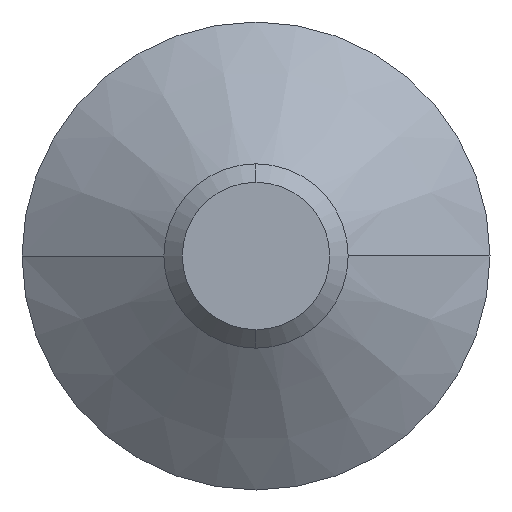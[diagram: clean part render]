
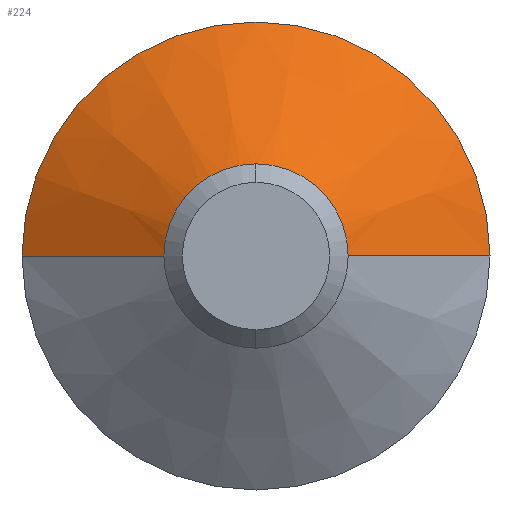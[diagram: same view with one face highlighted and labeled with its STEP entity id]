
A CAD part, left-side view. The second image highlights one B-rep face of the part: STEP entity #224.
In plain terms, the highlighted conical face has half-angle 55 degrees and reference radius 12.7 mm.
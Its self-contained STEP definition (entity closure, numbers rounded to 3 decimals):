
#23 = CONICAL_SURFACE ( 'NONE', #527, 12.7, 0.96 ) ;
#29 = DIRECTION ( 'NONE',  ( 0., 1., 0. ) ) ;
#43 = LINE ( 'NONE', #293, #109 ) ;
#54 = ORIENTED_EDGE ( 'NONE', *, *, #496, .T. ) ;
#58 = EDGE_CURVE ( 'NONE', #519, #151, #43, .T. ) ;
#71 = CARTESIAN_POINT ( 'NONE',  ( 50.5, -12.7, 0. ) ) ;
#82 = CARTESIAN_POINT ( 'NONE',  ( 44.933, 0., 0. ) ) ;
#109 = VECTOR ( 'NONE', #350, 1000. ) ;
#114 = ORIENTED_EDGE ( 'NONE', *, *, #135, .T. ) ;
#135 = EDGE_CURVE ( 'NONE', #531, #380, #415, .T. ) ;
#148 = VECTOR ( 'NONE', #373, 1000. ) ;
#151 = VERTEX_POINT ( 'NONE', #579 ) ;
#164 = CARTESIAN_POINT ( 'NONE',  ( 50.5, 0., 0. ) ) ;
#170 = DIRECTION ( 'NONE',  ( 1., 0., 0. ) ) ;
#189 = CIRCLE ( 'NONE', #643, 12.7 ) ;
#203 = CARTESIAN_POINT ( 'NONE',  ( 44.933, 4.75, 0. ) ) ;
#224 = ADVANCED_FACE ( 'NONE', ( #477 ), #23, .T. ) ;
#256 = DIRECTION ( 'NONE',  ( 1., 0., 0. ) ) ;
#265 = EDGE_CURVE ( 'NONE', #611, #531, #568, .T. ) ;
#293 = CARTESIAN_POINT ( 'NONE',  ( 50.5, 12.7, 0. ) ) ;
#315 = ORIENTED_EDGE ( 'NONE', *, *, #265, .T. ) ;
#328 = EDGE_LOOP ( 'NONE', ( #315, #114, #471, #644, #54 ) ) ;
#350 = DIRECTION ( 'NONE',  ( 0.574, 0.819, 0. ) ) ;
#358 = CARTESIAN_POINT ( 'NONE',  ( 44.933, -4.75, 0. ) ) ;
#371 = CARTESIAN_POINT ( 'NONE',  ( 50.5, -12.7, 0. ) ) ;
#373 = DIRECTION ( 'NONE',  ( 0.574, -0.819, 0. ) ) ;
#380 = VERTEX_POINT ( 'NONE', #71 ) ;
#415 = LINE ( 'NONE', #371, #148 ) ;
#438 = DIRECTION ( 'NONE',  ( 1., 0., 0. ) ) ;
#457 = AXIS2_PLACEMENT_3D ( 'NONE', #563, #256, #616 ) ;
#466 = DIRECTION ( 'NONE',  ( 1., 0., 0. ) ) ;
#471 = ORIENTED_EDGE ( 'NONE', *, *, #631, .F. ) ;
#472 = CARTESIAN_POINT ( 'NONE',  ( 44.933, 0., 4.75 ) ) ;
#476 = CARTESIAN_POINT ( 'NONE',  ( 50.5, 0., 0. ) ) ;
#477 = FACE_OUTER_BOUND ( 'NONE', #328, .T. ) ;
#496 = EDGE_CURVE ( 'NONE', #519, #611, #628, .T. ) ;
#519 = VERTEX_POINT ( 'NONE', #203 ) ;
#527 = AXIS2_PLACEMENT_3D ( 'NONE', #164, #466, #586 ) ;
#528 = DIRECTION ( 'NONE',  ( 0., 1., 0. ) ) ;
#531 = VERTEX_POINT ( 'NONE', #358 ) ;
#563 = CARTESIAN_POINT ( 'NONE',  ( 44.933, 0., 0. ) ) ;
#568 = CIRCLE ( 'NONE', #600, 4.75 ) ;
#579 = CARTESIAN_POINT ( 'NONE',  ( 50.5, 12.7, 0. ) ) ;
#586 = DIRECTION ( 'NONE',  ( 0., 1., 0. ) ) ;
#600 = AXIS2_PLACEMENT_3D ( 'NONE', #82, #438, #29 ) ;
#611 = VERTEX_POINT ( 'NONE', #472 ) ;
#616 = DIRECTION ( 'NONE',  ( 0., 1., 0. ) ) ;
#628 = CIRCLE ( 'NONE', #457, 4.75 ) ;
#631 = EDGE_CURVE ( 'NONE', #151, #380, #189, .T. ) ;
#643 = AXIS2_PLACEMENT_3D ( 'NONE', #476, #170, #528 ) ;
#644 = ORIENTED_EDGE ( 'NONE', *, *, #58, .F. ) ;
